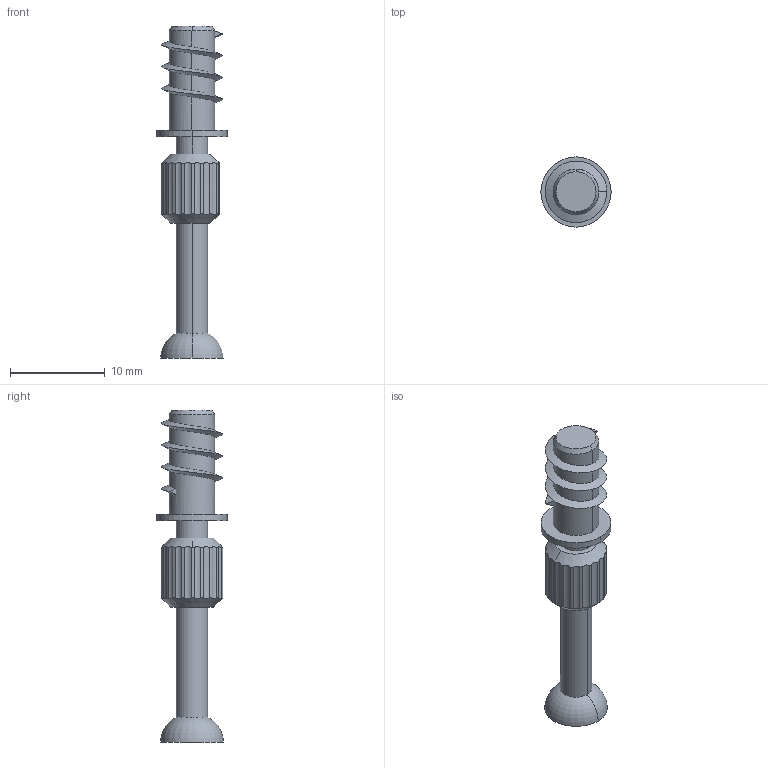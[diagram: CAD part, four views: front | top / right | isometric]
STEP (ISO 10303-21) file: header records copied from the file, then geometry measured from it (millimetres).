
FILE_DESCRIPTION (( 'STEP AP214' ), '1' );
FILE_NAME ('F002523_3D.step', '2022-11-21T18:14:28', ( '' ), ( '' ), 'SwSTEP 2.0', 'SolidWorks 2020', '' );
FILE_SCHEMA (( 'AUTOMOTIVE_DESIGN' ));
Length unit declared in the file: millimetre
Products named in the file (1): F002523_3D
Bounding box: 7.4 x 7.4 x 35 mm (x, y, z)
Volume: 614.5 mm3; surface area: 863 mm2
Topology: 2 solids, 2 shells, 68 faces, 182 edges, 121 vertices
Faces by surface type: cylinder 49, plane 10, cone 5, torus 2, bspline 2
Entity records: 2834 total; most frequent: CARTESIAN_POINT 1179, ORIENTED_EDGE 362, DIRECTION 310, EDGE_CURVE 181, AXIS2_PLACEMENT_3D 126, VERTEX_POINT 119, EDGE_LOOP 70, FACE_OUTER_BOUND 68
